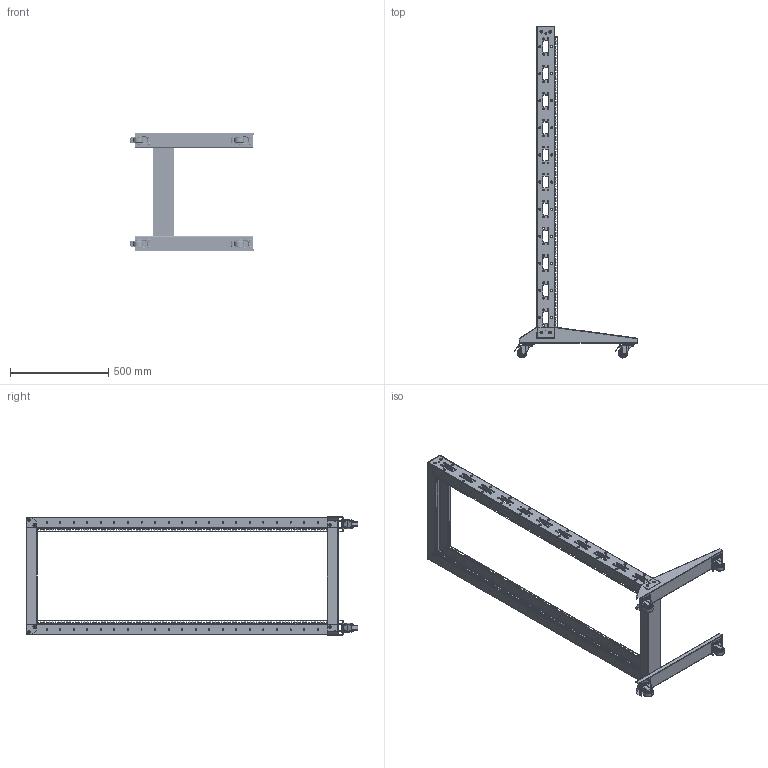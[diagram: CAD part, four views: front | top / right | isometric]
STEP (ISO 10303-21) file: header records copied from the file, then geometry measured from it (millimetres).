
FILE_DESCRIPTION (( 'STEP AP203' ), '1' );
FILE_NAME ('ÊÈÂÀ 193.00.00 ÑÁ ITK LINEA F Ñòîéêà îäíîðàìíàÿ 600õ600_33U.STEP', '2021-12-06T13:27:27', ( '' ), ( '' ), 'SwSTEP 2.0', 'SolidWorks 2017', '' );
FILE_SCHEMA (( 'CONFIG_CONTROL_DESIGN' ));
Length unit declared in the file: millimetre
Products named in the file (21): ïëàíêà ñòîïîðà; Âèíò ìåáåëüíûé Din 603 8x25 îö_Œ6å20; Ãàéêà ôëàíöåâàÿ DIN 6923_Œ6; 昜譇瘔 豂錒罻; ﾐ鸙韭; 岓臍 193.03.01-01 侹蜬; Hex Nut 5915_gost_ƒ ©ª  M10x1-6H.12.016 ƒŽ‘’ 5915-70; 砑霘馯罻 豂錒罻; Øïèëüêà äëÿ êîíäåíñàòîðíîé ñâàðêè_Œ6å16; ÊÈÂÀ 193.02.00 ÑÁ Ïåðåìû÷êà; 妈眚 镱蜞轫铋 󊬲0; 岓臍 193.03.00-01 捘 侹蜬; Stud_gost_PreviewCfg; 岓臍 193.03.01 侹蜬; 膰錼勷; ÊÈÂÀ 193.01.01 Ïðîôèëü ìîíòàæíûé_33u; Ðåçüáîâàÿ çàêëåïêà ïîòàé_Œ6; ÊÈÂÀ 193.00.00 ÑÁ ITK LINEA F Ñòîéêà îäíîðàìíàÿ 600õ600_33U; ÊÈÂÀ 193.02.01 Ïåðåìû÷êà; 岓臍 193.03.00 捘 侹蜬; ÊÈÂÀ 193.01.00 ÑÁ Ïðîôèëü ìîíòàæíûé_33u
Assembly tree (91 placements, depth 3):
  ÊÈÂÀ 193.00.00 ÑÁ ITK LINEA F Ñòîéêà îäíîðàìíàÿ 600õ600_33U
    岓臍 193.03.00 捘 侹蜬
      岓臍 193.03.01 侹蜬
      Hex Nut 5915_gost_ƒ ©ª  M10x1-6H.12.016 ƒŽ‘’ 5915-70  x2
    岓臍 193.03.00-01 捘 侹蜬
      岓臍 193.03.01-01 侹蜬
      Hex Nut 5915_gost_ƒ ©ª  M10x1-6H.12.016 ƒŽ‘’ 5915-70  x2
    ﾐ鸙韭  x4
      膰錼勷
      昜譇瘔 豂錒罻
      ïëàíêà ñòîïîðà
      砑霘馯罻 豂錒罻
      Stud_gost_PreviewCfg
    ÊÈÂÀ 193.01.00 ÑÁ Ïðîôèëü ìîíòàæíûé_33u  x2
      ÊÈÂÀ 193.01.01 Ïðîôèëü ìîíòàæíûé_33u
      Ðåçüáîâàÿ çàêëåïêà ïîòàé_Œ6
      Øïèëüêà äëÿ êîíäåíñàòîðíîé ñâàðêè_Œ6å16
    ÊÈÂÀ 193.02.00 ÑÁ Ïåðåìû÷êà  x2
      ÊÈÂÀ 193.02.01 Ïåðåìû÷êà
      Øïèëüêà äëÿ êîíäåíñàòîðíîé ñâàðêè_Œ6å16
    妈眚 镱蜞轫铋 󊬲0  x20
    Âèíò ìåáåëüíûé Din 603 8x25 îö_Œ6å20  x16
    Ãàéêà ôëàíöåâàÿ DIN 6923_Œ6  x16
Bounding box: 626.06 x 1687.3 x 602.8 mm (x, y, z)
Volume: 1924380.6 mm3; surface area: 2535723 mm2
Topology: 122 solids, 122 shells, 5400 faces, 14452 edges, 9388 vertices
Faces by surface type: plane 3286, cylinder 1578, cone 384, torus 64, bspline 56, sphere 32
Entity records: 70209 total; most frequent: CARTESIAN_POINT 11800, ORIENTED_EDGE 11244, DIRECTION 10936, EDGE_CURVE 5622, VECTOR 4342, LINE 4342, VERTEX_POINT 3681, AXIS2_PLACEMENT_3D 3297
